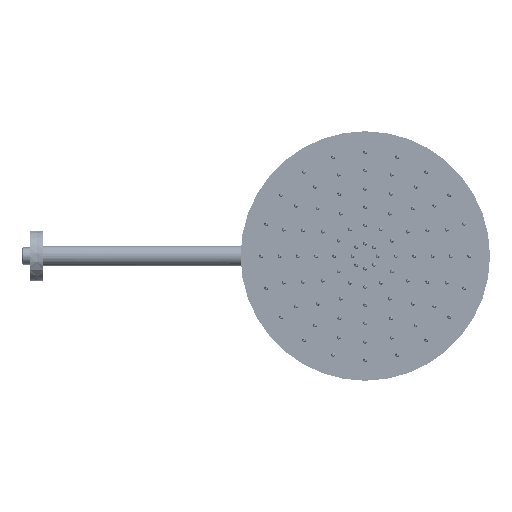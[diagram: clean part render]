
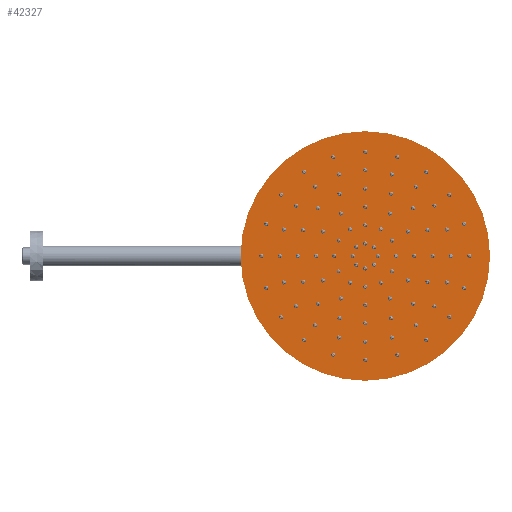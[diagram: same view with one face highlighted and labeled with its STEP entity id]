
A CAD part, front view. The second image highlights one B-rep face of the part: STEP entity #42327.
In plain terms, the highlighted planar face has unit normal (0, -1, 0).
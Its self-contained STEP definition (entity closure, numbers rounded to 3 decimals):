
#988 = CIRCLE ( 'NONE', #70746, 150. ) ;
#6970 = EDGE_LOOP ( 'NONE', ( #41005, #112357 ) ) ;
#12030 = CARTESIAN_POINT ( 'NONE',  ( 412.75, -67.924, 0. ) ) ;
#14743 = CARTESIAN_POINT ( 'NONE',  ( 262.75, -67.924, 0. ) ) ;
#37161 = AXIS2_PLACEMENT_3D ( 'NONE', #12030, #118000, #79947 ) ;
#39598 = DIRECTION ( 'NONE',  ( 1., 0., 0. ) ) ;
#41005 = ORIENTED_EDGE ( 'NONE', *, *, #46674, .T. ) ;
#42327 = ADVANCED_FACE ( 'NONE', ( #89317 ), #97457, .F. ) ;
#42649 = CARTESIAN_POINT ( 'NONE',  ( 562.75, -67.924, 0. ) ) ;
#46674 = EDGE_CURVE ( 'NONE', #108328, #85509, #988, .T. ) ;
#49158 = CARTESIAN_POINT ( 'NONE',  ( 412.75, -67.924, 0. ) ) ;
#53413 = CIRCLE ( 'NONE', #87205, 150. ) ;
#55721 = EDGE_CURVE ( 'NONE', #85509, #108328, #53413, .T. ) ;
#70746 = AXIS2_PLACEMENT_3D ( 'NONE', #85109, #113789, #39598 ) ;
#79947 = DIRECTION ( 'NONE',  ( -1., 0., 0. ) ) ;
#85109 = CARTESIAN_POINT ( 'NONE',  ( 412.75, -67.924, 0. ) ) ;
#85509 = VERTEX_POINT ( 'NONE', #14743 ) ;
#87205 = AXIS2_PLACEMENT_3D ( 'NONE', #49158, #99002, #106468 ) ;
#89317 = FACE_OUTER_BOUND ( 'NONE', #6970, .T. ) ;
#97457 = PLANE ( 'NONE',  #37161 ) ;
#99002 = DIRECTION ( 'NONE',  ( 0., -1., 0. ) ) ;
#106468 = DIRECTION ( 'NONE',  ( 1., 0., 0. ) ) ;
#108328 = VERTEX_POINT ( 'NONE', #42649 ) ;
#112357 = ORIENTED_EDGE ( 'NONE', *, *, #55721, .T. ) ;
#113789 = DIRECTION ( 'NONE',  ( 0., -1., 0. ) ) ;
#118000 = DIRECTION ( 'NONE',  ( 0., 1., 0. ) ) ;
